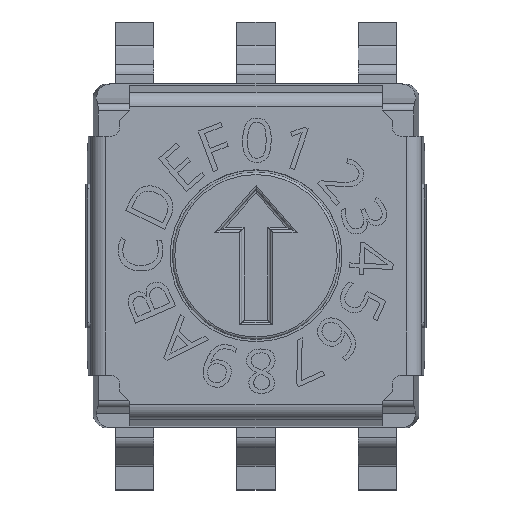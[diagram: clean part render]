
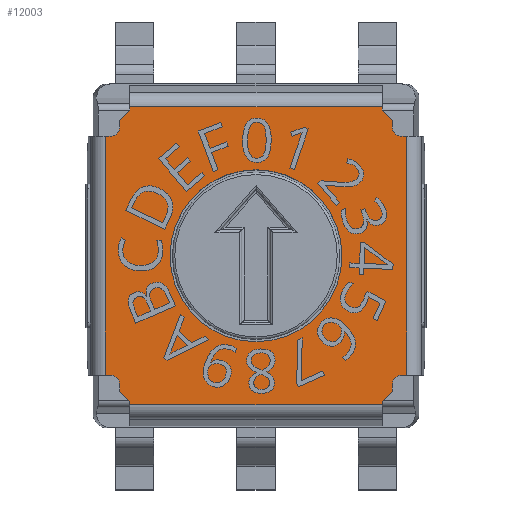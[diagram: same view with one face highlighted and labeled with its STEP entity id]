
A CAD part, top view. The second image highlights one B-rep face of the part: STEP entity #12003.
In plain terms, the highlighted planar face has unit normal (0, 0, 1).
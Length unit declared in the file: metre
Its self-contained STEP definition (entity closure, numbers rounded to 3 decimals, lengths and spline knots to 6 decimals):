
#691=CIRCLE('',#12956,0.0018);
#693=CIRCLE('',#12959,0.0002);
#694=CIRCLE('',#12960,0.0002);
#695=CIRCLE('',#12961,0.0002);
#696=CIRCLE('',#12962,0.0002);
#3131=ORIENTED_EDGE('',*,*,#5792,.F.);
#3132=ORIENTED_EDGE('',*,*,#5791,.F.);
#3133=ORIENTED_EDGE('',*,*,#5794,.F.);
#3134=ORIENTED_EDGE('',*,*,#5739,.T.);
#3135=ORIENTED_EDGE('',*,*,#5742,.T.);
#3136=ORIENTED_EDGE('',*,*,#5745,.F.);
#3137=ORIENTED_EDGE('',*,*,#5795,.T.);
#3138=ORIENTED_EDGE('',*,*,#5746,.T.);
#3139=ORIENTED_EDGE('',*,*,#5796,.F.);
#3140=ORIENTED_EDGE('',*,*,#5752,.F.);
#3141=ORIENTED_EDGE('',*,*,#5797,.T.);
#3142=ORIENTED_EDGE('',*,*,#5754,.T.);
#3143=ORIENTED_EDGE('',*,*,#5760,.F.);
#3144=ORIENTED_EDGE('',*,*,#5763,.F.);
#3145=ORIENTED_EDGE('',*,*,#5798,.F.);
#3146=ORIENTED_EDGE('',*,*,#5767,.T.);
#3147=ORIENTED_EDGE('',*,*,#5770,.T.);
#3148=ORIENTED_EDGE('',*,*,#5773,.F.);
#3149=ORIENTED_EDGE('',*,*,#5799,.T.);
#3150=ORIENTED_EDGE('',*,*,#5774,.T.);
#3151=ORIENTED_EDGE('',*,*,#5800,.T.);
#3152=ORIENTED_EDGE('',*,*,#5780,.F.);
#3153=ORIENTED_EDGE('',*,*,#5801,.T.);
#3154=ORIENTED_EDGE('',*,*,#5782,.T.);
#3155=ORIENTED_EDGE('',*,*,#5788,.F.);
#5739=EDGE_CURVE('',#7221,#7223,#8185,.T.);
#5742=EDGE_CURVE('',#7223,#7225,#8188,.T.);
#5745=EDGE_CURVE('',#7227,#7225,#8191,.F.);
#5746=EDGE_CURVE('',#7228,#7229,#8192,.T.);
#5752=EDGE_CURVE('',#7234,#7235,#8198,.T.);
#5754=EDGE_CURVE('',#7236,#7237,#8200,.T.);
#5760=EDGE_CURVE('',#7241,#7237,#8206,.T.);
#5763=EDGE_CURVE('',#7243,#7241,#8209,.F.);
#5767=EDGE_CURVE('',#7245,#7247,#8213,.F.);
#5770=EDGE_CURVE('',#7247,#7249,#8216,.T.);
#5773=EDGE_CURVE('',#7251,#7249,#8219,.T.);
#5774=EDGE_CURVE('',#7252,#7253,#8220,.F.);
#5780=EDGE_CURVE('',#7258,#7259,#8226,.F.);
#5782=EDGE_CURVE('',#7260,#7261,#8228,.F.);
#5788=EDGE_CURVE('',#7265,#7261,#8234,.T.);
#5791=EDGE_CURVE('',#7267,#7265,#8237,.T.);
#5792=EDGE_CURVE('',#7268,#7268,#691,.T.);
#5794=EDGE_CURVE('',#7221,#7267,#8238,.F.);
#5795=EDGE_CURVE('',#7227,#7228,#693,.F.);
#5796=EDGE_CURVE('',#7235,#7229,#8239,.T.);
#5797=EDGE_CURVE('',#7234,#7236,#694,.F.);
#5798=EDGE_CURVE('',#7245,#7243,#8240,.F.);
#5799=EDGE_CURVE('',#7251,#7252,#695,.F.);
#5800=EDGE_CURVE('',#7253,#7259,#8241,.F.);
#5801=EDGE_CURVE('',#7258,#7260,#696,.F.);
#7221=VERTEX_POINT('',#19792);
#7223=VERTEX_POINT('',#19796);
#7225=VERTEX_POINT('',#19802);
#7227=VERTEX_POINT('',#19808);
#7228=VERTEX_POINT('',#19812);
#7229=VERTEX_POINT('',#19813);
#7234=VERTEX_POINT('',#19824);
#7235=VERTEX_POINT('',#19826);
#7236=VERTEX_POINT('',#19830);
#7237=VERTEX_POINT('',#19831);
#7241=VERTEX_POINT('',#19841);
#7243=VERTEX_POINT('',#19847);
#7245=VERTEX_POINT('',#19852);
#7247=VERTEX_POINT('',#19856);
#7249=VERTEX_POINT('',#19862);
#7251=VERTEX_POINT('',#19868);
#7252=VERTEX_POINT('',#19872);
#7253=VERTEX_POINT('',#19873);
#7258=VERTEX_POINT('',#19884);
#7259=VERTEX_POINT('',#19886);
#7260=VERTEX_POINT('',#19890);
#7261=VERTEX_POINT('',#19891);
#7265=VERTEX_POINT('',#19901);
#7267=VERTEX_POINT('',#19907);
#7268=VERTEX_POINT('',#19911);
#8185=LINE('',#19797,#9239);
#8188=LINE('',#19803,#9242);
#8191=LINE('',#19809,#9245);
#8192=LINE('',#19811,#9246);
#8198=LINE('',#19825,#9252);
#8200=LINE('',#19829,#9254);
#8206=LINE('',#19842,#9260);
#8209=LINE('',#19848,#9263);
#8213=LINE('',#19857,#9267);
#8216=LINE('',#19863,#9270);
#8219=LINE('',#19869,#9273);
#8220=LINE('',#19871,#9274);
#8226=LINE('',#19885,#9280);
#8228=LINE('',#19889,#9282);
#8234=LINE('',#19902,#9288);
#8237=LINE('',#19908,#9291);
#8238=LINE('',#19915,#9292);
#8239=LINE('',#19917,#9293);
#8240=LINE('',#19919,#9294);
#8241=LINE('',#19921,#9295);
#9239=VECTOR('',#15045,1.);
#9242=VECTOR('',#15050,1.);
#9245=VECTOR('',#15055,1.);
#9246=VECTOR('',#15058,1.);
#9252=VECTOR('',#15066,1.);
#9254=VECTOR('',#15070,1.);
#9260=VECTOR('',#15078,1.);
#9263=VECTOR('',#15083,1.);
#9267=VECTOR('',#15089,1.);
#9270=VECTOR('',#15094,1.);
#9273=VECTOR('',#15099,1.);
#9274=VECTOR('',#15102,1.);
#9280=VECTOR('',#15110,1.);
#9282=VECTOR('',#15114,1.);
#9288=VECTOR('',#15122,1.);
#9291=VECTOR('',#15127,1.);
#9292=VECTOR('',#15136,1.);
#9293=VECTOR('',#15139,1.);
#9294=VECTOR('',#15142,1.);
#9295=VECTOR('',#15145,1.);
#10257=EDGE_LOOP('',(#3131));
#10258=EDGE_LOOP('',(#3132,#3133,#3134,#3135,#3136,#3137,#3138,#3139,#3140,
#3141,#3142,#3143,#3144,#3145,#3146,#3147,#3148,#3149,#3150,#3151,#3152,
#3153,#3154,#3155));
#10964=FACE_BOUND('',#10257,.T.);
#10965=FACE_BOUND('',#10258,.T.);
#11444=PLANE('',#12958);
#12003=ADVANCED_FACE('',(#10964,#10965),#11444,.T.);
#12956=AXIS2_PLACEMENT_3D('',#19910,#15130,#15131);
#12958=AXIS2_PLACEMENT_3D('',#19914,#15134,#15135);
#12959=AXIS2_PLACEMENT_3D('',#19916,#15137,#15138);
#12960=AXIS2_PLACEMENT_3D('',#19918,#15140,#15141);
#12961=AXIS2_PLACEMENT_3D('',#19920,#15143,#15144);
#12962=AXIS2_PLACEMENT_3D('',#19922,#15146,#15147);
#15045=DIRECTION('',(0.,1.,0.));
#15050=DIRECTION('',(0.707,0.707,0.));
#15055=DIRECTION('',(0.,1.,0.));
#15058=DIRECTION('',(1.,0.,0.));
#15066=DIRECTION('',(1.,0.,0.));
#15070=DIRECTION('',(0.,1.,0.));
#15078=DIRECTION('',(0.707,-0.707,0.));
#15083=DIRECTION('',(0.,1.,0.));
#15089=DIRECTION('',(0.,1.,0.));
#15094=DIRECTION('',(-0.707,-0.707,0.));
#15099=DIRECTION('',(0.,1.,0.));
#15102=DIRECTION('',(1.,0.,0.));
#15110=DIRECTION('',(1.,0.,0.));
#15114=DIRECTION('',(0.,1.,0.));
#15122=DIRECTION('',(-0.707,0.707,0.));
#15127=DIRECTION('',(0.,1.,0.));
#15130=DIRECTION('',(0.,0.,1.));
#15131=DIRECTION('',(1.,0.,0.));
#15134=DIRECTION('',(0.,0.,1.));
#15135=DIRECTION('',(1.,0.,0.));
#15136=DIRECTION('',(1.,0.,0.));
#15137=DIRECTION('',(0.,0.,1.));
#15138=DIRECTION('',(1.,0.,0.));
#15139=DIRECTION('',(0.,-1.,0.));
#15140=DIRECTION('',(0.,0.,1.));
#15141=DIRECTION('',(1.,0.,0.));
#15142=DIRECTION('',(-1.,0.,0.));
#15143=DIRECTION('',(0.,0.,1.));
#15144=DIRECTION('',(1.,0.,0.));
#15145=DIRECTION('',(0.,1.,0.));
#15146=DIRECTION('',(0.,0.,1.));
#15147=DIRECTION('',(1.,0.,0.));
#19792=CARTESIAN_POINT('',(0.002644,-0.003124,0.003));
#19796=CARTESIAN_POINT('',(0.002644,-0.00305,0.003));
#19797=CARTESIAN_POINT('',(0.002644,-0.00125,0.003));
#19802=CARTESIAN_POINT('',(0.002856,-0.002838,0.003));
#19803=CARTESIAN_POINT('',(0.00275,-0.002944,0.003));
#19808=CARTESIAN_POINT('',(0.002856,-0.0027,0.003));
#19809=CARTESIAN_POINT('',(0.002856,-0.00125,0.003));
#19811=CARTESIAN_POINT('',(-0.006928,-0.0025,0.003));
#19812=CARTESIAN_POINT('',(0.003056,-0.0025,0.003));
#19813=CARTESIAN_POINT('',(0.003156,-0.0025,0.003));
#19824=CARTESIAN_POINT('',(0.003056,0.0025,0.003));
#19825=CARTESIAN_POINT('',(-0.006928,0.0025,0.003));
#19826=CARTESIAN_POINT('',(0.003156,0.0025,0.003));
#19829=CARTESIAN_POINT('',(0.002856,-0.00125,0.003));
#19830=CARTESIAN_POINT('',(0.002856,0.0027,0.003));
#19831=CARTESIAN_POINT('',(0.002856,0.002838,0.003));
#19841=CARTESIAN_POINT('',(0.002644,0.00305,0.003));
#19842=CARTESIAN_POINT('',(0.00275,0.002944,0.003));
#19847=CARTESIAN_POINT('',(0.002644,0.003124,0.003));
#19848=CARTESIAN_POINT('',(0.002644,-0.00125,0.003));
#19852=CARTESIAN_POINT('',(-0.002644,0.003124,0.003));
#19856=CARTESIAN_POINT('',(-0.002644,0.00305,0.003));
#19857=CARTESIAN_POINT('',(-0.002644,-0.00125,0.003));
#19862=CARTESIAN_POINT('',(-0.002856,0.002838,0.003));
#19863=CARTESIAN_POINT('',(-0.00275,0.002944,0.003));
#19868=CARTESIAN_POINT('',(-0.002856,0.0027,0.003));
#19869=CARTESIAN_POINT('',(-0.002856,-0.00125,0.003));
#19871=CARTESIAN_POINT('',(-0.006928,0.0025,0.003));
#19872=CARTESIAN_POINT('',(-0.003056,0.0025,0.003));
#19873=CARTESIAN_POINT('',(-0.003156,0.0025,0.003));
#19884=CARTESIAN_POINT('',(-0.003056,-0.0025,0.003));
#19885=CARTESIAN_POINT('',(-0.006928,-0.0025,0.003));
#19886=CARTESIAN_POINT('',(-0.003156,-0.0025,0.003));
#19889=CARTESIAN_POINT('',(-0.002856,-0.00125,0.003));
#19890=CARTESIAN_POINT('',(-0.002856,-0.0027,0.003));
#19891=CARTESIAN_POINT('',(-0.002856,-0.002838,0.003));
#19901=CARTESIAN_POINT('',(-0.002644,-0.00305,0.003));
#19902=CARTESIAN_POINT('',(-0.00275,-0.002944,0.003));
#19907=CARTESIAN_POINT('',(-0.002644,-0.003124,0.003));
#19908=CARTESIAN_POINT('',(-0.002644,-0.00125,0.003));
#19910=CARTESIAN_POINT('',(0.,0.,0.003));
#19911=CARTESIAN_POINT('',(0.0018,0.,0.003));
#19914=CARTESIAN_POINT('',(-0.006928,-0.00125,0.003));
#19915=CARTESIAN_POINT('',(0.001322,-0.003124,0.003));
#19916=CARTESIAN_POINT('',(0.003056,-0.0027,0.003));
#19917=CARTESIAN_POINT('',(0.003156,-0.00125,0.003));
#19918=CARTESIAN_POINT('',(0.003056,0.0027,0.003));
#19919=CARTESIAN_POINT('',(0.001322,0.003124,0.003));
#19920=CARTESIAN_POINT('',(-0.003056,0.0027,0.003));
#19921=CARTESIAN_POINT('',(-0.003156,-0.00125,0.003));
#19922=CARTESIAN_POINT('',(-0.003056,-0.0027,0.003));
